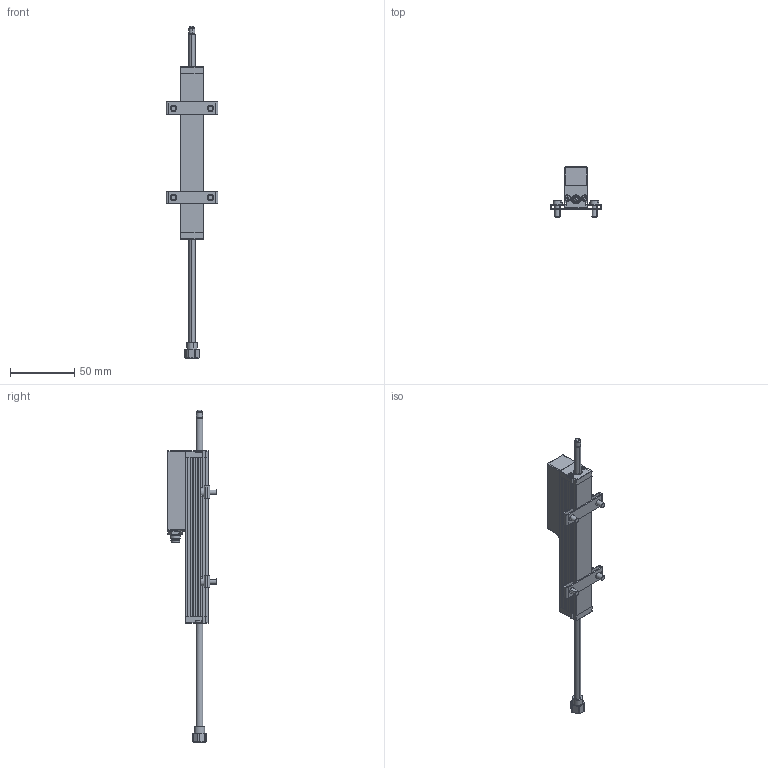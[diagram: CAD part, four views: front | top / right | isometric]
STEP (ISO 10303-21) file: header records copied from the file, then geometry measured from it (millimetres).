
FILE_DESCRIPTION (( 'STEP AP214' ), '1' );
FILE_NAME ('TE1-0075-102-411-101_eingefahren.STEP', '2014-02-19T07:31:38', ( 'dummy' ), ( 'Hewlett-Packard Company' ), 'SwSTEP 2.0', 'SolidWorks 2013', '' );
FILE_SCHEMA (( 'AUTOMOTIVE_DESIGN' ));
Length unit declared in the file: millimetre
Products named in the file (1): TE1-0075-102-411-101_eingefahren
Bounding box: 40.19 x 38.85 x 258.6 mm (x, y, z)
Surface area: 24028.6 mm2 (no closed solid volume)
Topology: 0 solids, 32 shells, 549 faces, 1705 edges, 1129 vertices
Faces by surface type: plane 244, cylinder 201, cone 52, torus 31, sphere 15, bspline 6
Entity records: 25112 total; most frequent: CARTESIAN_POINT 4071, DIRECTION 3383, ORIENTED_EDGE 2639, EDGE_CURVE 1696, AXIS2_PLACEMENT_3D 1227, VERTEX_POINT 1129, LINE 929, VECTOR 929
